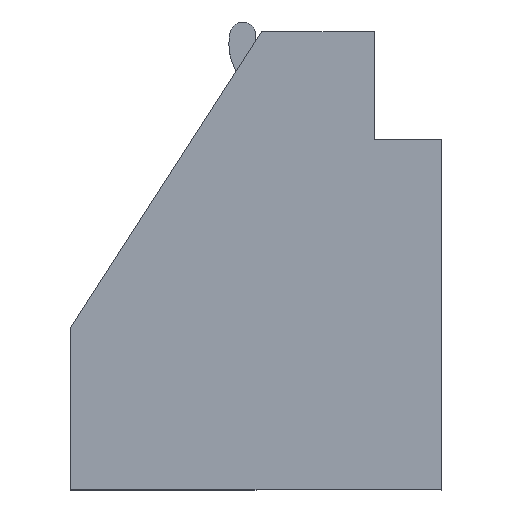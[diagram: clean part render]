
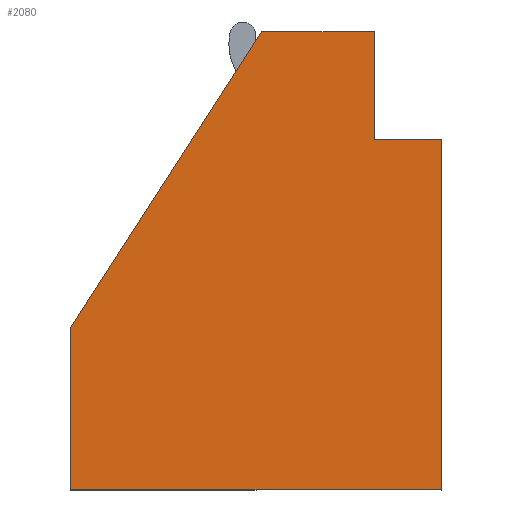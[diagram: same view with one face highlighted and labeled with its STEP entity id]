
A CAD part, top view. The second image highlights one B-rep face of the part: STEP entity #2080.
In plain terms, the highlighted planar face has unit normal (0, 0, 1).
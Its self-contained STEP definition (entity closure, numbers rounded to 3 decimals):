
#43 = VERTEX_POINT ( 'NONE', #1707 ) ;
#229 = DIRECTION ( 'NONE',  ( -1., 0., 0. ) ) ;
#279 = VERTEX_POINT ( 'NONE', #3632 ) ;
#280 = VERTEX_POINT ( 'NONE', #3088 ) ;
#281 = CARTESIAN_POINT ( 'NONE',  ( 12.409, 12.148, 10.319 ) ) ;
#400 = LINE ( 'NONE', #1296, #1391 ) ;
#468 = VECTOR ( 'NONE', #882, 1000. ) ;
#478 = LINE ( 'NONE', #1278, #511 ) ;
#511 = VECTOR ( 'NONE', #2841, 1000. ) ;
#668 = LINE ( 'NONE', #3040, #2625 ) ;
#670 = VERTEX_POINT ( 'NONE', #897 ) ;
#691 = DIRECTION ( 'NONE',  ( 0., -1., 0. ) ) ;
#751 = ORIENTED_EDGE ( 'NONE', *, *, #3431, .T. ) ;
#756 = DIRECTION ( 'NONE',  ( 1., 0., 0. ) ) ;
#765 = DIRECTION ( 'NONE',  ( 1., 0., 0. ) ) ;
#798 = EDGE_CURVE ( 'NONE', #3599, #280, #668, .T. ) ;
#862 = DIRECTION ( 'NONE',  ( 0., 1., 0. ) ) ;
#882 = DIRECTION ( 'NONE',  ( 0., 1., 0. ) ) ;
#897 = CARTESIAN_POINT ( 'NONE',  ( 12.409, 12.148, 10.319 ) ) ;
#1072 = PLANE ( 'NONE',  #2246 ) ;
#1101 = ORIENTED_EDGE ( 'NONE', *, *, #3393, .T. ) ;
#1116 = ORIENTED_EDGE ( 'NONE', *, *, #798, .T. ) ;
#1139 = VERTEX_POINT ( 'NONE', #1512 ) ;
#1157 = LINE ( 'NONE', #281, #2304 ) ;
#1278 = CARTESIAN_POINT ( 'NONE',  ( 12.409, 5.887, 10.319 ) ) ;
#1296 = CARTESIAN_POINT ( 'NONE',  ( -5.182, -14.399, 10.319 ) ) ;
#1391 = VECTOR ( 'NONE', #756, 1000. ) ;
#1492 = EDGE_CURVE ( 'NONE', #279, #670, #2133, .T. ) ;
#1512 = CARTESIAN_POINT ( 'NONE',  ( 16.305, 5.887, 10.319 ) ) ;
#1685 = LINE ( 'NONE', #3182, #1941 ) ;
#1707 = CARTESIAN_POINT ( 'NONE',  ( 5.894, 12.148, 10.319 ) ) ;
#1941 = VECTOR ( 'NONE', #862, 1000. ) ;
#2013 = DIRECTION ( 'NONE',  ( -0.542, -0.84, 0. ) ) ;
#2080 = ADVANCED_FACE ( 'NONE', ( #2238 ), #1072, .T. ) ;
#2133 = LINE ( 'NONE', #2698, #468 ) ;
#2238 = FACE_OUTER_BOUND ( 'NONE', #2480, .T. ) ;
#2246 = AXIS2_PLACEMENT_3D ( 'NONE', #3701, #2830, #765 ) ;
#2304 = VECTOR ( 'NONE', #229, 1000. ) ;
#2401 = ORIENTED_EDGE ( 'NONE', *, *, #3670, .T. ) ;
#2480 = EDGE_LOOP ( 'NONE', ( #1101, #2652, #2713, #2760, #751, #1116, #2401 ) ) ;
#2591 = EDGE_CURVE ( 'NONE', #670, #43, #1157, .T. ) ;
#2605 = LINE ( 'NONE', #3786, #3749 ) ;
#2625 = VECTOR ( 'NONE', #691, 1000. ) ;
#2652 = ORIENTED_EDGE ( 'NONE', *, *, #3594, .T. ) ;
#2698 = CARTESIAN_POINT ( 'NONE',  ( 12.409, 5.887, 10.319 ) ) ;
#2713 = ORIENTED_EDGE ( 'NONE', *, *, #1492, .T. ) ;
#2760 = ORIENTED_EDGE ( 'NONE', *, *, #2591, .T. ) ;
#2830 = DIRECTION ( 'NONE',  ( 0., 0., 1. ) ) ;
#2841 = DIRECTION ( 'NONE',  ( -1., 0., 0. ) ) ;
#3040 = CARTESIAN_POINT ( 'NONE',  ( -5.182, -5.009, 10.319 ) ) ;
#3084 = CARTESIAN_POINT ( 'NONE',  ( -5.182, -5.009, 10.319 ) ) ;
#3088 = CARTESIAN_POINT ( 'NONE',  ( -5.182, -14.399, 10.319 ) ) ;
#3182 = CARTESIAN_POINT ( 'NONE',  ( 16.305, 5.887, 10.319 ) ) ;
#3365 = CARTESIAN_POINT ( 'NONE',  ( 16.305, -14.399, 10.319 ) ) ;
#3393 = EDGE_CURVE ( 'NONE', #3777, #1139, #1685, .T. ) ;
#3431 = EDGE_CURVE ( 'NONE', #43, #3599, #2605, .T. ) ;
#3594 = EDGE_CURVE ( 'NONE', #1139, #279, #478, .T. ) ;
#3599 = VERTEX_POINT ( 'NONE', #3084 ) ;
#3632 = CARTESIAN_POINT ( 'NONE',  ( 12.409, 5.887, 10.319 ) ) ;
#3670 = EDGE_CURVE ( 'NONE', #280, #3777, #400, .T. ) ;
#3701 = CARTESIAN_POINT ( 'NONE',  ( 0., 0., 10.319 ) ) ;
#3749 = VECTOR ( 'NONE', #2013, 1000. ) ;
#3777 = VERTEX_POINT ( 'NONE', #3365 ) ;
#3786 = CARTESIAN_POINT ( 'NONE',  ( 5.894, 12.148, 10.319 ) ) ;
